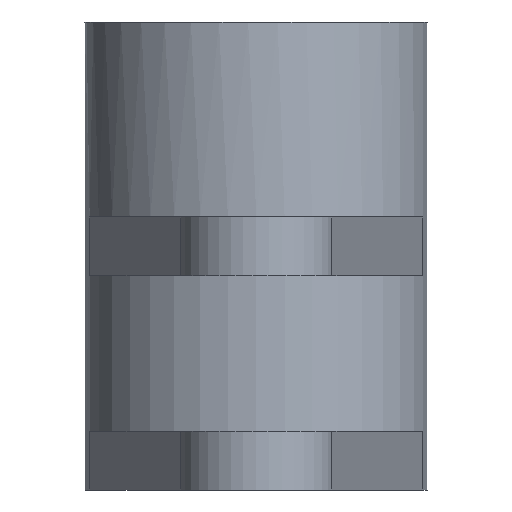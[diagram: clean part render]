
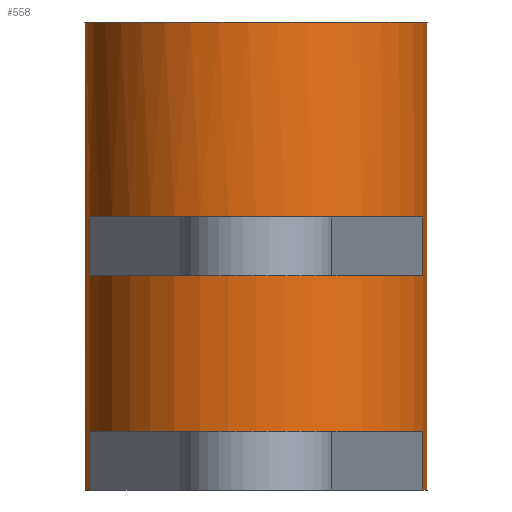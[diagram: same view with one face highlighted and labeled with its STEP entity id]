
A CAD part, left-side view. The second image highlights one B-rep face of the part: STEP entity #558.
In plain terms, the highlighted cylindrical face has radius 11 mm (diameter 22 mm), a full revolution.
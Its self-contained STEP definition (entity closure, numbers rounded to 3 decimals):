
#34=CIRCLE('',#621,11.);
#35=CIRCLE('',#622,11.);
#36=CIRCLE('',#623,11.);
#37=CIRCLE('',#624,11.);
#38=CIRCLE('',#625,11.);
#39=CIRCLE('',#626,11.);
#40=CIRCLE('',#627,11.);
#41=CIRCLE('',#628,11.);
#42=CIRCLE('',#629,11.);
#63=CYLINDRICAL_SURFACE('',#620,11.);
#112=ORIENTED_EDGE('',*,*,#222,.F.);
#113=ORIENTED_EDGE('',*,*,#249,.T.);
#114=ORIENTED_EDGE('',*,*,#214,.T.);
#115=ORIENTED_EDGE('',*,*,#250,.F.);
#116=ORIENTED_EDGE('',*,*,#227,.F.);
#117=ORIENTED_EDGE('',*,*,#251,.T.);
#118=ORIENTED_EDGE('',*,*,#230,.T.);
#119=ORIENTED_EDGE('',*,*,#252,.F.);
#120=ORIENTED_EDGE('',*,*,#253,.F.);
#121=ORIENTED_EDGE('',*,*,#254,.F.);
#122=ORIENTED_EDGE('',*,*,#255,.T.);
#123=ORIENTED_EDGE('',*,*,#256,.T.);
#124=ORIENTED_EDGE('',*,*,#257,.F.);
#125=ORIENTED_EDGE('',*,*,#246,.F.);
#126=ORIENTED_EDGE('',*,*,#258,.T.);
#127=ORIENTED_EDGE('',*,*,#259,.T.);
#128=ORIENTED_EDGE('',*,*,#260,.T.);
#214=EDGE_CURVE('',#285,#286,#338,.T.);
#222=EDGE_CURVE('',#291,#292,#344,.T.);
#227=EDGE_CURVE('',#296,#297,#347,.T.);
#230=EDGE_CURVE('',#299,#300,#350,.T.);
#246=EDGE_CURVE('',#313,#314,#356,.T.);
#249=EDGE_CURVE('',#291,#285,#34,.T.);
#250=EDGE_CURVE('',#297,#286,#35,.T.);
#251=EDGE_CURVE('',#296,#299,#36,.T.);
#252=EDGE_CURVE('',#292,#300,#37,.T.);
#253=EDGE_CURVE('',#315,#316,#38,.T.);
#254=EDGE_CURVE('',#317,#315,#359,.T.);
#255=EDGE_CURVE('',#317,#318,#39,.F.);
#256=EDGE_CURVE('',#318,#316,#360,.T.);
#257=EDGE_CURVE('',#314,#319,#40,.T.);
#258=EDGE_CURVE('',#313,#320,#41,.F.);
#259=EDGE_CURVE('',#320,#319,#361,.T.);
#260=EDGE_CURVE('',#321,#321,#42,.T.);
#285=VERTEX_POINT('',#849);
#286=VERTEX_POINT('',#850);
#291=VERTEX_POINT('',#864);
#292=VERTEX_POINT('',#866);
#296=VERTEX_POINT('',#876);
#297=VERTEX_POINT('',#878);
#299=VERTEX_POINT('',#884);
#300=VERTEX_POINT('',#885);
#313=VERTEX_POINT('',#920);
#314=VERTEX_POINT('',#921);
#315=VERTEX_POINT('',#930);
#316=VERTEX_POINT('',#931);
#317=VERTEX_POINT('',#933);
#318=VERTEX_POINT('',#935);
#319=VERTEX_POINT('',#938);
#320=VERTEX_POINT('',#940);
#321=VERTEX_POINT('',#943);
#338=LINE('',#848,#372);
#344=LINE('',#865,#378);
#347=LINE('',#877,#381);
#350=LINE('',#883,#384);
#356=LINE('',#919,#390);
#359=LINE('',#932,#393);
#360=LINE('',#936,#394);
#361=LINE('',#941,#395);
#372=VECTOR('',#670,1000.);
#378=VECTOR('',#684,1000.);
#381=VECTOR('',#695,1000.);
#384=VECTOR('',#700,1000.);
#390=VECTOR('',#738,1000.);
#393=VECTOR('',#753,1000.);
#394=VECTOR('',#756,1000.);
#395=VECTOR('',#761,1000.);
#422=EDGE_LOOP('',(#112,#113,#114,#115,#116,#117,#118,#119));
#423=EDGE_LOOP('',(#120,#121,#122,#123));
#424=EDGE_LOOP('',(#124,#125,#126,#127));
#425=EDGE_LOOP('',(#128));
#482=FACE_BOUND('',#422,.T.);
#483=FACE_BOUND('',#423,.T.);
#484=FACE_BOUND('',#424,.T.);
#485=FACE_BOUND('',#425,.T.);
#558=ADVANCED_FACE('',(#482,#483,#484,#485),#63,.T.);
#620=AXIS2_PLACEMENT_3D('',#924,#741,#742);
#621=AXIS2_PLACEMENT_3D('',#925,#743,#744);
#622=AXIS2_PLACEMENT_3D('',#926,#745,#746);
#623=AXIS2_PLACEMENT_3D('',#927,#747,#748);
#624=AXIS2_PLACEMENT_3D('',#928,#749,#750);
#625=AXIS2_PLACEMENT_3D('',#929,#751,#752);
#626=AXIS2_PLACEMENT_3D('',#934,#754,#755);
#627=AXIS2_PLACEMENT_3D('',#937,#757,#758);
#628=AXIS2_PLACEMENT_3D('',#939,#759,#760);
#629=AXIS2_PLACEMENT_3D('',#942,#762,#763);
#670=DIRECTION('',(0.,0.,-1.));
#684=DIRECTION('',(0.,0.,-1.));
#695=DIRECTION('',(0.,0.,-1.));
#700=DIRECTION('',(0.,0.,-1.));
#738=DIRECTION('',(0.,0.,-1.));
#741=DIRECTION('',(0.,0.,-1.));
#742=DIRECTION('',(-1.,0.,0.));
#743=DIRECTION('',(0.,0.,1.));
#744=DIRECTION('',(-0.971,-0.24,0.));
#745=DIRECTION('',(0.,0.,-1.));
#746=DIRECTION('',(1.,0.,0.));
#747=DIRECTION('',(0.,0.,1.));
#748=DIRECTION('',(0.971,-0.24,0.));
#749=DIRECTION('',(0.,0.,-1.));
#750=DIRECTION('',(1.,0.,0.));
#751=DIRECTION('',(0.,0.,1.));
#752=DIRECTION('',(-0.971,-0.24,0.));
#753=DIRECTION('',(0.,0.,-1.));
#754=DIRECTION('',(0.,0.,-1.));
#755=DIRECTION('',(-1.,0.,0.));
#756=DIRECTION('',(0.,0.,-1.));
#757=DIRECTION('',(0.,0.,1.));
#758=DIRECTION('',(0.971,-0.24,0.));
#759=DIRECTION('',(0.,0.,-1.));
#760=DIRECTION('',(-1.,0.,0.));
#761=DIRECTION('',(0.,0.,-1.));
#762=DIRECTION('',(0.,0.,-1.));
#763=DIRECTION('',(1.,0.,0.));
#848=CARTESIAN_POINT('',(2.64,10.679,17.5));
#849=CARTESIAN_POINT('',(2.64,10.679,4.75));
#850=CARTESIAN_POINT('',(2.64,10.679,0.));
#864=CARTESIAN_POINT('',(2.64,-10.679,4.75));
#865=CARTESIAN_POINT('',(2.64,-10.679,17.5));
#866=CARTESIAN_POINT('',(2.64,-10.679,0.));
#876=CARTESIAN_POINT('',(-2.64,10.679,3.75));
#877=CARTESIAN_POINT('',(-2.64,10.679,17.5));
#878=CARTESIAN_POINT('',(-2.64,10.679,0.));
#883=CARTESIAN_POINT('',(-2.64,-10.679,17.5));
#884=CARTESIAN_POINT('',(-2.64,-10.679,3.75));
#885=CARTESIAN_POINT('',(-2.64,-10.679,0.));
#919=CARTESIAN_POINT('',(-2.64,10.679,17.5));
#920=CARTESIAN_POINT('',(-2.64,10.679,17.5));
#921=CARTESIAN_POINT('',(-2.64,10.679,13.75));
#924=CARTESIAN_POINT('',(0.,0.,30.));
#925=CARTESIAN_POINT('',(0.,0.,4.75));
#926=CARTESIAN_POINT('',(0.,0.,0.));
#927=CARTESIAN_POINT('',(0.,0.,3.75));
#928=CARTESIAN_POINT('',(0.,0.,0.));
#929=CARTESIAN_POINT('',(0.,0.,14.75));
#930=CARTESIAN_POINT('',(2.64,-10.679,14.75));
#931=CARTESIAN_POINT('',(2.64,10.679,14.75));
#932=CARTESIAN_POINT('',(2.64,-10.679,17.5));
#933=CARTESIAN_POINT('',(2.64,-10.679,17.5));
#934=CARTESIAN_POINT('',(0.,0.,17.5));
#935=CARTESIAN_POINT('',(2.64,10.679,17.5));
#936=CARTESIAN_POINT('',(2.64,10.679,17.5));
#937=CARTESIAN_POINT('',(0.,0.,13.75));
#938=CARTESIAN_POINT('',(-2.64,-10.679,13.75));
#939=CARTESIAN_POINT('',(0.,0.,17.5));
#940=CARTESIAN_POINT('',(-2.64,-10.679,17.5));
#941=CARTESIAN_POINT('',(-2.64,-10.679,17.5));
#942=CARTESIAN_POINT('',(0.,0.,30.));
#943=CARTESIAN_POINT('',(11.,0.,30.));
